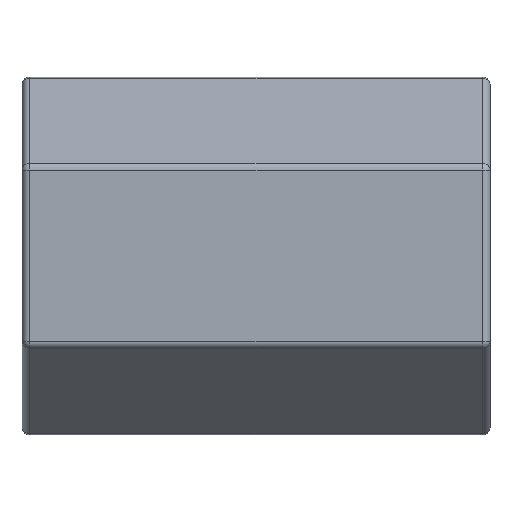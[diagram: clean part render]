
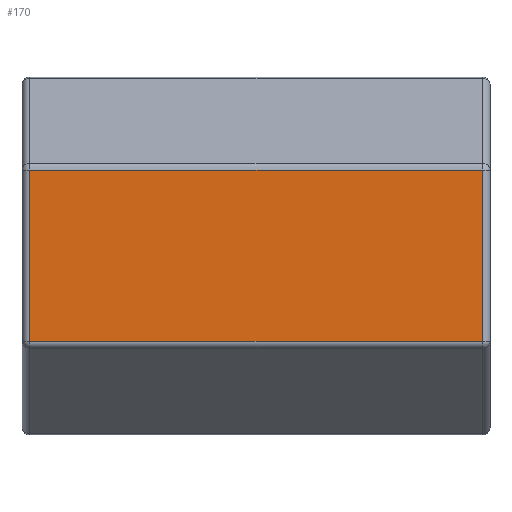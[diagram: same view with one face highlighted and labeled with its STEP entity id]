
A CAD part, top view. The second image highlights one B-rep face of the part: STEP entity #170.
In plain terms, the highlighted planar face has unit normal (0, 0, 1).
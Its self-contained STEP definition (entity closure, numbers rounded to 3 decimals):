
#35 = EDGE_LOOP ( 'NONE', ( #894, #896, #264, #1028 ) ) ;
#124 = CARTESIAN_POINT ( 'NONE',  ( 0.1, -1.097, 2. ) ) ;
#170 = ADVANCED_FACE ( 'NONE', ( #405 ), #433, .F. ) ;
#185 = VERTEX_POINT ( 'NONE', #410 ) ;
#255 = CARTESIAN_POINT ( 'NONE',  ( 5.9, 1.097, 2. ) ) ;
#260 = CARTESIAN_POINT ( 'NONE',  ( 6., -1.097, 2. ) ) ;
#264 = ORIENTED_EDGE ( 'NONE', *, *, #555, .T. ) ;
#271 = LINE ( 'NONE', #260, #1025 ) ;
#272 = VERTEX_POINT ( 'NONE', #255 ) ;
#300 = DIRECTION ( 'NONE',  ( 1., 0., 0. ) ) ;
#305 = EDGE_CURVE ( 'NONE', #340, #185, #271, .T. ) ;
#340 = VERTEX_POINT ( 'NONE', #124 ) ;
#402 = LINE ( 'NONE', #1219, #922 ) ;
#405 = FACE_OUTER_BOUND ( 'NONE', #35, .T. ) ;
#410 = CARTESIAN_POINT ( 'NONE',  ( 5.9, -1.097, 2. ) ) ;
#433 = PLANE ( 'NONE',  #1070 ) ;
#502 = CARTESIAN_POINT ( 'NONE',  ( 6., 1.155, 2. ) ) ;
#555 = EDGE_CURVE ( 'NONE', #185, #272, #402, .T. ) ;
#642 = LINE ( 'NONE', #979, #1095 ) ;
#765 = DIRECTION ( 'NONE',  ( -1., 0., 0. ) ) ;
#766 = CARTESIAN_POINT ( 'NONE',  ( 0.1, 1.155, 2. ) ) ;
#767 = VERTEX_POINT ( 'NONE', #931 ) ;
#770 = DIRECTION ( 'NONE',  ( 0., 0., -1. ) ) ;
#806 = DIRECTION ( 'NONE',  ( 0., 1., 0. ) ) ;
#894 = ORIENTED_EDGE ( 'NONE', *, *, #1232, .T. ) ;
#896 = ORIENTED_EDGE ( 'NONE', *, *, #305, .T. ) ;
#901 = EDGE_CURVE ( 'NONE', #272, #767, #642, .T. ) ;
#922 = VECTOR ( 'NONE', #806, 1000. ) ;
#931 = CARTESIAN_POINT ( 'NONE',  ( 0.1, 1.097, 2. ) ) ;
#979 = CARTESIAN_POINT ( 'NONE',  ( 6., 1.097, 2. ) ) ;
#1025 = VECTOR ( 'NONE', #300, 1000. ) ;
#1028 = ORIENTED_EDGE ( 'NONE', *, *, #901, .T. ) ;
#1063 = VECTOR ( 'NONE', #1242, 1000. ) ;
#1070 = AXIS2_PLACEMENT_3D ( 'NONE', #502, #770, #765 ) ;
#1076 = DIRECTION ( 'NONE',  ( -1., 0., 0. ) ) ;
#1095 = VECTOR ( 'NONE', #1076, 1000. ) ;
#1129 = LINE ( 'NONE', #766, #1063 ) ;
#1219 = CARTESIAN_POINT ( 'NONE',  ( 5.9, 1.155, 2. ) ) ;
#1232 = EDGE_CURVE ( 'NONE', #767, #340, #1129, .T. ) ;
#1242 = DIRECTION ( 'NONE',  ( 0., -1., 0. ) ) ;
